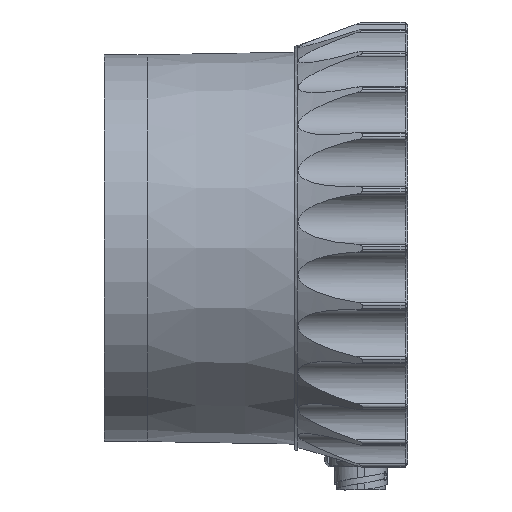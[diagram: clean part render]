
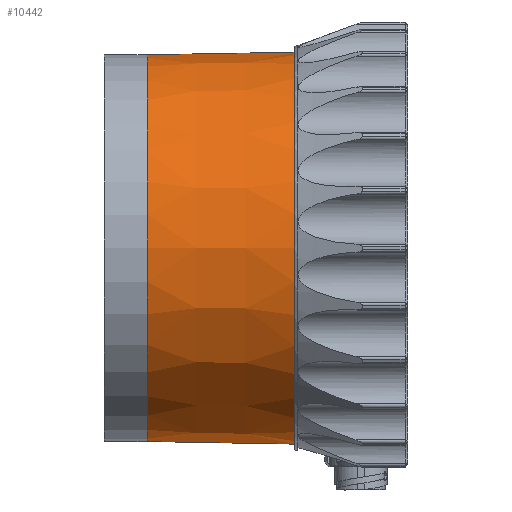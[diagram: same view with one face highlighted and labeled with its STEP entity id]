
A CAD part, left-side view. The second image highlights one B-rep face of the part: STEP entity #10442.
In plain terms, the highlighted conical face has half-angle 1 degrees and reference radius 37.194 mm.
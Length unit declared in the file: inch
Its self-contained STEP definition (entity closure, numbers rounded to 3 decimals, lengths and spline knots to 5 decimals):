
#2444 = VECTOR ( 'NONE', #37059, 39.37008 ) ;
#2803 = AXIS2_PLACEMENT_3D ( 'NONE', #16322, #22474, #12778 ) ;
#2879 = CARTESIAN_POINT ( 'NONE',  ( 0., 1.97244, 1.46432 ) ) ;
#5396 = DIRECTION ( 'NONE',  ( 0., -1., 0.017 ) ) ;
#6168 = FACE_OUTER_BOUND ( 'NONE', #14576, .T. ) ;
#6406 = AXIS2_PLACEMENT_3D ( 'NONE', #25025, #31752, #19438 ) ;
#7734 = CONICAL_SURFACE ( 'NONE', #6406, 1.46432, 0.017 ) ;
#9113 = VERTEX_POINT ( 'NONE', #29701 ) ;
#10442 = ADVANCED_FACE ( 'Defeatured_0_4', ( #6168 ), #7734, .T. ) ;
#10866 = EDGE_CURVE ( 'Defeatured_0_3+Defeatured_0_4+Defeatured_0_4+Defeatured_0_4', #42932, #9113, #40680, .T. ) ;
#11251 = ORIENTED_EDGE ( 'NONE', *, *, #15600, .T. ) ;
#11620 = VERTEX_POINT ( 'NONE', #2879 ) ;
#12778 = DIRECTION ( 'NONE',  ( 0., 0., -1. ) ) ;
#13491 = LINE ( 'NONE', #21559, #30234 ) ;
#14485 = AXIS2_PLACEMENT_3D ( 'NONE', #35390, #28534, #15368 ) ;
#14576 = EDGE_LOOP ( 'NONE', ( #21119, #37889, #11251, #37589 ) ) ;
#15368 = DIRECTION ( 'NONE',  ( 0., 0., -1. ) ) ;
#15600 = EDGE_CURVE ( 'NONE', #39923, #9113, #40533, .T. ) ;
#16322 = CARTESIAN_POINT ( 'NONE',  ( 0., 0.8563, 0. ) ) ;
#19438 = DIRECTION ( 'NONE',  ( 0., 0., -1. ) ) ;
#20424 = CARTESIAN_POINT ( 'NONE',  ( 0., 1.97244, -1.46432 ) ) ;
#21119 = ORIENTED_EDGE ( 'NONE', *, *, #37488, .F. ) ;
#21559 = CARTESIAN_POINT ( 'NONE',  ( 0., 1.97244, 1.46432 ) ) ;
#22474 = DIRECTION ( 'NONE',  ( 0., -1., 0. ) ) ;
#24462 = EDGE_CURVE ( 'Defeatured_0_4+Defeatured_0_303+Defeatured_0_303+Defeatured_0_303', #11620, #39923, #42571, .T. ) ;
#25025 = CARTESIAN_POINT ( 'NONE',  ( 0., 1.97244, 0. ) ) ;
#28534 = DIRECTION ( 'NONE',  ( 0., -1., 0. ) ) ;
#29701 = CARTESIAN_POINT ( 'NONE',  ( 0., 0.8563, -1.48381 ) ) ;
#30234 = VECTOR ( 'NONE', #5396, 39.37008 ) ;
#31752 = DIRECTION ( 'NONE',  ( 0., -1., 0. ) ) ;
#35390 = CARTESIAN_POINT ( 'NONE',  ( 0., 1.97244, 0. ) ) ;
#37059 = DIRECTION ( 'NONE',  ( 0., -1., -0.017 ) ) ;
#37488 = EDGE_CURVE ( 'NONE', #11620, #42932, #13491, .T. ) ;
#37589 = ORIENTED_EDGE ( 'NONE', *, *, #10866, .F. ) ;
#37719 = CARTESIAN_POINT ( 'NONE',  ( 0., 0.8563, 1.48381 ) ) ;
#37889 = ORIENTED_EDGE ( 'NONE', *, *, #24462, .T. ) ;
#39171 = CARTESIAN_POINT ( 'NONE',  ( 0., 1.97244, -1.46432 ) ) ;
#39923 = VERTEX_POINT ( 'NONE', #39171 ) ;
#40533 = LINE ( 'NONE', #20424, #2444 ) ;
#40680 = CIRCLE ( 'NONE', #2803, 1.48381 ) ;
#42571 = CIRCLE ( 'NONE', #14485, 1.46432 ) ;
#42932 = VERTEX_POINT ( 'NONE', #37719 ) ;
